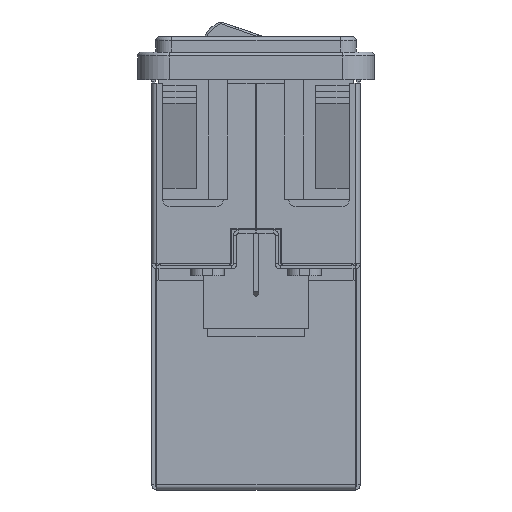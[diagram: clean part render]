
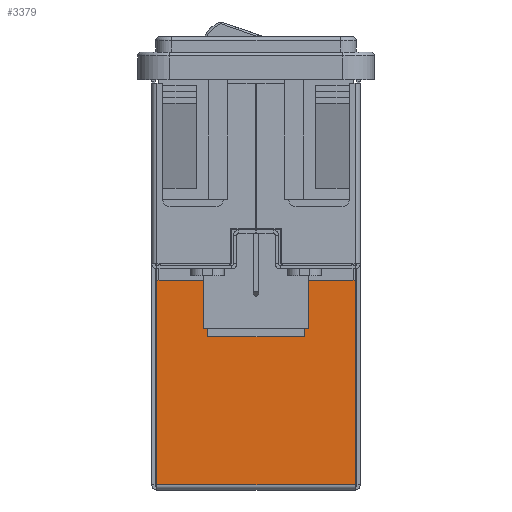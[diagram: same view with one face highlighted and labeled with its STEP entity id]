
A CAD part, front view. The second image highlights one B-rep face of the part: STEP entity #3379.
In plain terms, the highlighted planar face has unit normal (0, -1, 0).
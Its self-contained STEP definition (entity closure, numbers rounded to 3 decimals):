
#3236 = VERTEX_POINT ( 'NONE', #27153 ) ;
#3238 = EDGE_CURVE ( 'NONE', #3239, #3236, #27152, .T. ) ;
#3239 = VERTEX_POINT ( 'NONE', #27148 ) ;
#3341 = VERTEX_POINT ( 'NONE', #27348 ) ;
#3355 = VERTEX_POINT ( 'NONE', #27330 ) ;
#3372 = EDGE_CURVE ( 'NONE', #3373, #3355, #27367, .T. ) ;
#3373 = VERTEX_POINT ( 'NONE', #27363 ) ;
#3379 = ADVANCED_FACE ( 'NONE', ( #27419 ), #27418, .F. ) ;
#3380 = EDGE_LOOP ( 'NONE', ( #3436, #3437, #3438, #3441, #3443, #3444, #3447, #3423 ) ) ;
#3393 = VERTEX_POINT ( 'NONE', #27394 ) ;
#3402 = EDGE_CURVE ( 'NONE', #3341, #3355, #27451, .T. ) ;
#3422 = EDGE_CURVE ( 'NONE', #3446, #3373, #27473, .T. ) ;
#3423 = ORIENTED_EDGE ( 'NONE', *, *, #3372, .T. ) ;
#3436 = ORIENTED_EDGE ( 'NONE', *, *, #3402, .F. ) ;
#3437 = ORIENTED_EDGE ( 'NONE', *, *, #3448, .T. ) ;
#3438 = ORIENTED_EDGE ( 'NONE', *, *, #3439, .T. ) ;
#3439 = EDGE_CURVE ( 'NONE', #3393, #3440, #27517, .T. ) ;
#3440 = VERTEX_POINT ( 'NONE', #27513 ) ;
#3441 = ORIENTED_EDGE ( 'NONE', *, *, #3442, .T. ) ;
#3442 = EDGE_CURVE ( 'NONE', #3440, #3239, #27512, .T. ) ;
#3443 = ORIENTED_EDGE ( 'NONE', *, *, #3238, .T. ) ;
#3444 = ORIENTED_EDGE ( 'NONE', *, *, #3445, .T. ) ;
#3445 = EDGE_CURVE ( 'NONE', #3236, #3446, #27508, .T. ) ;
#3446 = VERTEX_POINT ( 'NONE', #27504 ) ;
#3447 = ORIENTED_EDGE ( 'NONE', *, *, #3422, .T. ) ;
#3448 = EDGE_CURVE ( 'NONE', #3341, #3393, #27503, .T. ) ;
#27148 = CARTESIAN_POINT ( 'NONE',  ( 6.439, -10.668, -39.909 ) ) ;
#27149 = DIRECTION ( 'NONE',  ( -1., 0., 0. ) ) ;
#27150 = VECTOR ( 'NONE', #27149, 1000. ) ;
#27151 = CARTESIAN_POINT ( 'NONE',  ( -13.17, -10.668, -39.909 ) ) ;
#27152 = LINE ( 'NONE', #27151, #27150 ) ;
#27153 = CARTESIAN_POINT ( 'NONE',  ( -6.439, -10.668, -39.909 ) ) ;
#27330 = CARTESIAN_POINT ( 'NONE',  ( -13.17, -10.668, -59.569 ) ) ;
#27348 = CARTESIAN_POINT ( 'NONE',  ( 13.17, -10.668, -59.569 ) ) ;
#27363 = CARTESIAN_POINT ( 'NONE',  ( -13.17, -10.668, -32.359 ) ) ;
#27364 = DIRECTION ( 'NONE',  ( 0., 0., -1. ) ) ;
#27365 = VECTOR ( 'NONE', #27364, 1000. ) ;
#27366 = CARTESIAN_POINT ( 'NONE',  ( -13.17, -10.668, -59.819 ) ) ;
#27367 = LINE ( 'NONE', #27366, #27365 ) ;
#27394 = CARTESIAN_POINT ( 'NONE',  ( 13.17, -10.668, -32.359 ) ) ;
#27414 = DIRECTION ( 'NONE',  ( 0., 0., 1. ) ) ;
#27415 = DIRECTION ( 'NONE',  ( 0., 1., 0. ) ) ;
#27416 = CARTESIAN_POINT ( 'NONE',  ( -13.17, -10.668, -59.819 ) ) ;
#27417 = AXIS2_PLACEMENT_3D ( 'NONE', #27416, #27415, #27414 ) ;
#27418 = PLANE ( 'NONE',  #27417 ) ;
#27419 = FACE_OUTER_BOUND ( 'NONE', #3380, .T. ) ;
#27444 = DIRECTION ( 'NONE',  ( -1., 0., 0. ) ) ;
#27445 = VECTOR ( 'NONE', #27444, 1000. ) ;
#27446 = CARTESIAN_POINT ( 'NONE',  ( -13.17, -10.668, -59.569 ) ) ;
#27451 = LINE ( 'NONE', #27446, #27445 ) ;
#27470 = DIRECTION ( 'NONE',  ( -1., 0., 0. ) ) ;
#27471 = VECTOR ( 'NONE', #27470, 1000. ) ;
#27472 = CARTESIAN_POINT ( 'NONE',  ( -13.17, -10.668, -32.359 ) ) ;
#27473 = LINE ( 'NONE', #27472, #27471 ) ;
#27500 = DIRECTION ( 'NONE',  ( 0., 0., 1. ) ) ;
#27501 = VECTOR ( 'NONE', #27500, 1000. ) ;
#27502 = CARTESIAN_POINT ( 'NONE',  ( 13.17, -10.668, -59.819 ) ) ;
#27503 = LINE ( 'NONE', #27502, #27501 ) ;
#27504 = CARTESIAN_POINT ( 'NONE',  ( -6.439, -10.668, -32.359 ) ) ;
#27505 = DIRECTION ( 'NONE',  ( 0., 0., 1. ) ) ;
#27506 = VECTOR ( 'NONE', #27505, 1000. ) ;
#27507 = CARTESIAN_POINT ( 'NONE',  ( -6.439, -10.668, -39.909 ) ) ;
#27508 = LINE ( 'NONE', #27507, #27506 ) ;
#27509 = DIRECTION ( 'NONE',  ( 0., 0., -1. ) ) ;
#27510 = VECTOR ( 'NONE', #27509, 1000. ) ;
#27511 = CARTESIAN_POINT ( 'NONE',  ( 6.439, -10.668, -39.909 ) ) ;
#27512 = LINE ( 'NONE', #27511, #27510 ) ;
#27513 = CARTESIAN_POINT ( 'NONE',  ( 6.439, -10.668, -32.359 ) ) ;
#27514 = DIRECTION ( 'NONE',  ( -1., 0., 0. ) ) ;
#27515 = VECTOR ( 'NONE', #27514, 1000. ) ;
#27516 = CARTESIAN_POINT ( 'NONE',  ( 13.17, -10.668, -32.359 ) ) ;
#27517 = LINE ( 'NONE', #27516, #27515 ) ;
